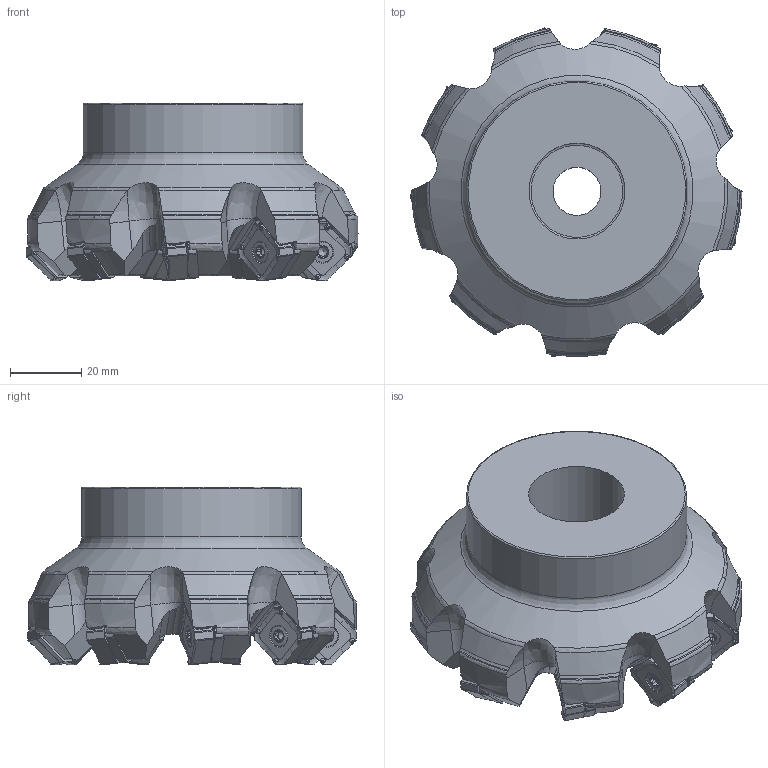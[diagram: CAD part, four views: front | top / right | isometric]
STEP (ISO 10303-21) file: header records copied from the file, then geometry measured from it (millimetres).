
FILE_DESCRIPTION(/* description */ (''),/* implementation_level */ '2;1');
FILE_NAME(/* name */ 'toolassembly_1.stp',/* time_stamp */ '2019-01-25T11:35:12+01:00',/* author */ (''),/* organization */ ('SMS'),/* preprocessor_version */ 'ST-DEVELOPER v15',/* originating_system */ 'SIEMENS PLM Software NX 8.5',/* authorisation */ '');
FILE_SCHEMA (('AUTOMOTIVE_DESIGN { 1 0 10303 214 3 1 1 1 }'));
Products named in the file (4): ASSEMBLY_CONSTRUCTION; CUT_20190125113406; NOCUT_20190125113329; TOOLASSEMBLY_1
Assembly tree (11 placements, depth 2):
  TOOLASSEMBLY_1
    NOCUT_20190125113329
    CUT_20190125113406  x9
    ASSEMBLY_CONSTRUCTION
Bounding box: 93.47 x 92.59 x 50 mm (x, y, z)
Volume: 167301.1 mm3; surface area: 33593 mm2
Topology: 10 solids, 10 shells, 4644 faces, 11608 edges, 7025 vertices
Faces by surface type: bspline 1395, cylinder 1274, plane 958, torus 385, cone 380, extrusion 180, sphere 72
Full cylindrical faces by diameter (mm): 3.5 x9, 4 x9, 4.8 x9, 5.7 x9, 13.5 x1, 20 x1, 27.01 x1, 27.5 x1, 62 x1
Entity records: 147179 total; most frequent: CARTESIAN_POINT 60895, ORIENTED_EDGE 19184, DIRECTION 17023, EDGE_CURVE 9592, AXIS2_PLACEMENT_3D 7088, VERTEX_POINT 5795, EDGE_LOOP 4058, ADVANCED_FACE 3932
